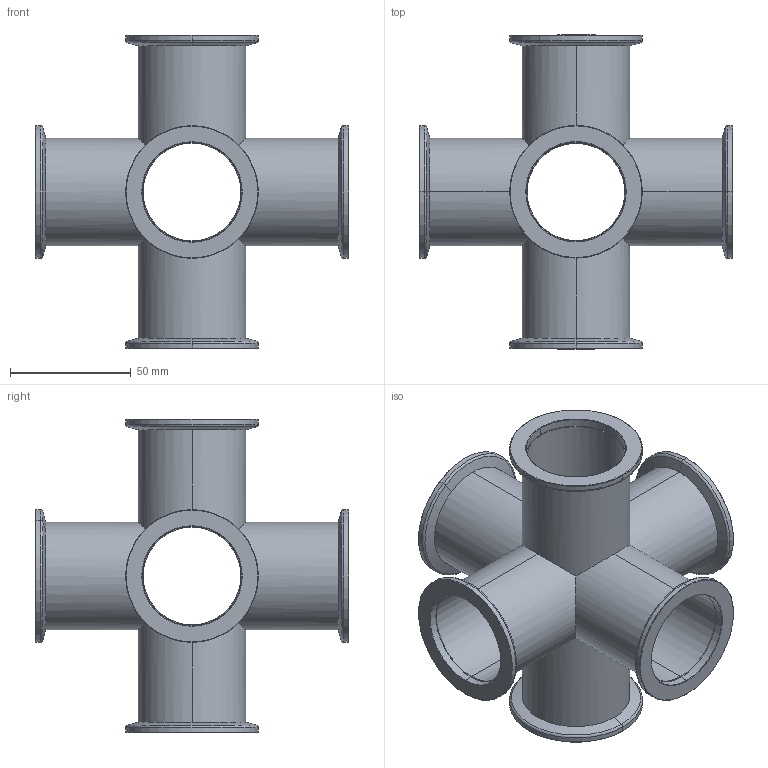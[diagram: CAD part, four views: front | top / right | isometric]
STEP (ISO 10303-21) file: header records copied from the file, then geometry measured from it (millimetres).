
FILE_DESCRIPTION (( 'STEP AP214' ), '1' );
FILE_NAME ('Hositrad_KX6-40-44.STEP', '2024-07-17T09:53:52', ( '' ), ( '' ), 'SwSTEP 2.0', 'SolidWorks 2022', '' );
FILE_SCHEMA (( 'AUTOMOTIVE_DESIGN' ));
Length unit declared in the file: millimetre
Products named in the file (3): KF40-44.5WS; 6-Cross-44.5; Hositrad_KX6-40-44
Assembly tree (7 placements, depth 2):
  Hositrad_KX6-40-44
    6-Cross-44.5
    KF40-44.5WS  x6
Bounding box: 130 x 130 x 130 mm (x, y, z)
Volume: 90292.5 mm3; surface area: 88061.8 mm2
Topology: 7 solids, 7 shells, 146 faces, 320 edges, 184 vertices
Faces by surface type: cylinder 60, cone 36, plane 18, bspline 12, torus 12, sphere 8
Entity records: 2670 total; most frequent: CARTESIAN_POINT 1134, ORIENTED_EDGE 320, DIRECTION 300, EDGE_CURVE 160, AXIS2_PLACEMENT_3D 132, VERTEX_POINT 94, EDGE_LOOP 74, CIRCLE 68
